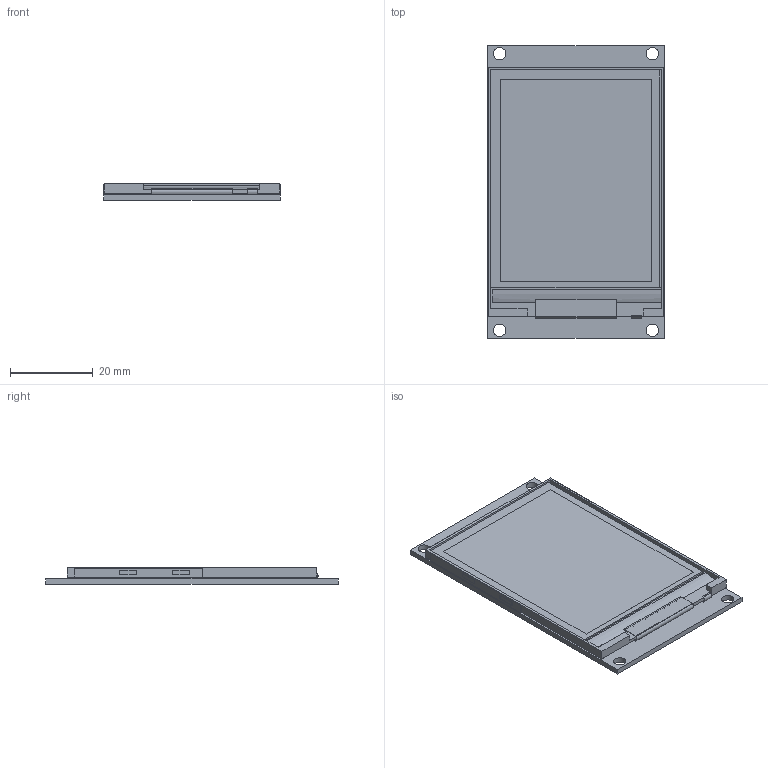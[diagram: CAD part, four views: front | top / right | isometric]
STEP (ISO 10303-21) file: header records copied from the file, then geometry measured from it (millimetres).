
FILE_DESCRIPTION(('FreeCAD Model'),'2;1');
FILE_NAME('Open CASCADE Shape Model','2025-08-26T13:22:07',(''),(''), 'Open CASCADE STEP processor 7.8','FreeCAD','Unknown');
FILE_SCHEMA(('AUTOMOTIVE_DESIGN { 1 0 10303 214 1 1 1 1 }'));
Length unit declared in the file: millimetre
Products named in the file (3): TFT_2_4_CStd; 2.4in TFT(Without Glass)- Tucked Cable; Corps
Assembly tree (2 placements, depth 2):
  TFT_2_4_CStd
    2.4in TFT(Without Glass)- Tucked Cable
    Corps
Bounding box: 42.78 x 71 x 4.02 mm (x, y, z)
Volume: 8647.6 mm3; surface area: 14010.2 mm2
Topology: 2 solids, 22 shells, 469 faces, 1233 edges, 822 vertices
Faces by surface type: plane 408, bspline 47, cylinder 14
Full cylindrical faces by diameter (mm): 3 x4
Entity records: 19182 total; most frequent: CARTESIAN_POINT 5470, ORIENTED_EDGE 2466, DIRECTION 1807, EDGE_CURVE 1233, LINE 897, VECTOR 897, VERTEX_POINT 822, FACE_BOUND 505
